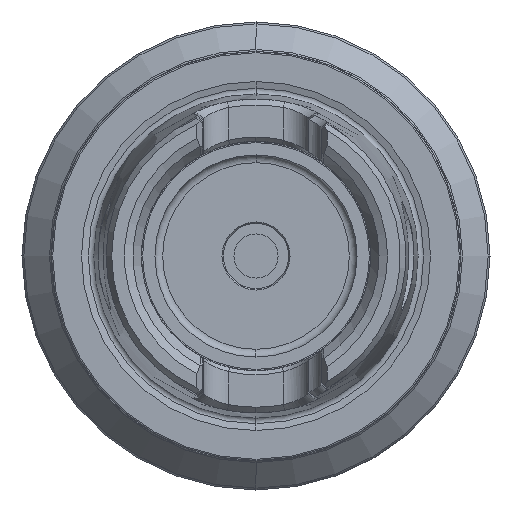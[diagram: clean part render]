
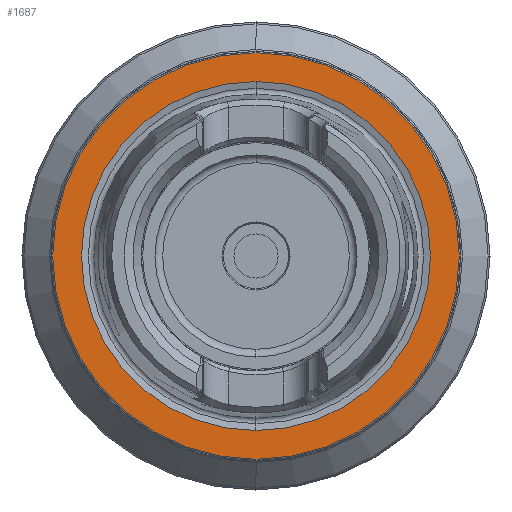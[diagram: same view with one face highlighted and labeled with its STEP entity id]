
A CAD part, left-side view. The second image highlights one B-rep face of the part: STEP entity #1687.
In plain terms, the highlighted planar face has unit normal (-1, 0, 0).
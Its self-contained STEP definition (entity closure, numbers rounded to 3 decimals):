
#131 = DIRECTION ( 'NONE',  ( 0., 0., 1. ) ) ;
#545 = DIRECTION ( 'NONE',  ( -1., 0., 0. ) ) ;
#760 = VERTEX_POINT ( 'NONE', #5546 ) ;
#1315 = VERTEX_POINT ( 'NONE', #2073 ) ;
#1687 = ADVANCED_FACE ( 'NONE', ( #13198, #4978 ), #10764, .F. ) ;
#1777 = CARTESIAN_POINT ( 'NONE',  ( 0., 0., 0. ) ) ;
#1977 = ORIENTED_EDGE ( 'NONE', *, *, #2430, .F. ) ;
#2073 = CARTESIAN_POINT ( 'NONE',  ( 0., 0., -31.275 ) ) ;
#2150 = AXIS2_PLACEMENT_3D ( 'NONE', #12609, #6476, #131 ) ;
#2276 = EDGE_CURVE ( 'NONE', #11973, #5501, #9048, .T. ) ;
#2430 = EDGE_CURVE ( 'NONE', #5501, #11973, #12191, .T. ) ;
#2600 = EDGE_LOOP ( 'NONE', ( #9186, #9496 ) ) ;
#2863 = DIRECTION ( 'NONE',  ( 0., 0., 1. ) ) ;
#3719 = EDGE_CURVE ( 'NONE', #1315, #760, #11713, .T. ) ;
#4000 = EDGE_CURVE ( 'NONE', #760, #1315, #12792, .T. ) ;
#4250 = CARTESIAN_POINT ( 'NONE',  ( 0., 0., 0. ) ) ;
#4424 = CARTESIAN_POINT ( 'NONE',  ( 0., 0., -26.85 ) ) ;
#4978 = FACE_OUTER_BOUND ( 'NONE', #2600, .T. ) ;
#5305 = DIRECTION ( 'NONE',  ( 0., 0., 1. ) ) ;
#5501 = VERTEX_POINT ( 'NONE', #13338 ) ;
#5546 = CARTESIAN_POINT ( 'NONE',  ( 0., 0., 31.275 ) ) ;
#5604 = DIRECTION ( 'NONE',  ( 0., 0., -1. ) ) ;
#6476 = DIRECTION ( 'NONE',  ( -1., 0., 0. ) ) ;
#6891 = CARTESIAN_POINT ( 'NONE',  ( 0., 0., 0. ) ) ;
#7944 = DIRECTION ( 'NONE',  ( 0., 0., 1. ) ) ;
#8232 = ORIENTED_EDGE ( 'NONE', *, *, #2276, .F. ) ;
#8718 = CARTESIAN_POINT ( 'NONE',  ( 0., 31.275, 0. ) ) ;
#9048 = CIRCLE ( 'NONE', #2150, 26.85 ) ;
#9124 = DIRECTION ( 'NONE',  ( -1., 0., 0. ) ) ;
#9186 = ORIENTED_EDGE ( 'NONE', *, *, #4000, .T. ) ;
#9275 = AXIS2_PLACEMENT_3D ( 'NONE', #1777, #9124, #2863 ) ;
#9496 = ORIENTED_EDGE ( 'NONE', *, *, #3719, .T. ) ;
#10764 = PLANE ( 'NONE',  #11066 ) ;
#11066 = AXIS2_PLACEMENT_3D ( 'NONE', #8718, #11802, #5604 ) ;
#11240 = AXIS2_PLACEMENT_3D ( 'NONE', #6891, #545, #7944 ) ;
#11514 = DIRECTION ( 'NONE',  ( -1., 0., 0. ) ) ;
#11713 = CIRCLE ( 'NONE', #12265, 31.275 ) ;
#11802 = DIRECTION ( 'NONE',  ( 1., 0., 0. ) ) ;
#11973 = VERTEX_POINT ( 'NONE', #4424 ) ;
#12191 = CIRCLE ( 'NONE', #11240, 26.85 ) ;
#12265 = AXIS2_PLACEMENT_3D ( 'NONE', #4250, #11514, #5305 ) ;
#12609 = CARTESIAN_POINT ( 'NONE',  ( 0., 0., 0. ) ) ;
#12792 = CIRCLE ( 'NONE', #9275, 31.275 ) ;
#13198 = FACE_BOUND ( 'NONE', #13221, .T. ) ;
#13221 = EDGE_LOOP ( 'NONE', ( #1977, #8232 ) ) ;
#13338 = CARTESIAN_POINT ( 'NONE',  ( 0., 0., 26.85 ) ) ;
